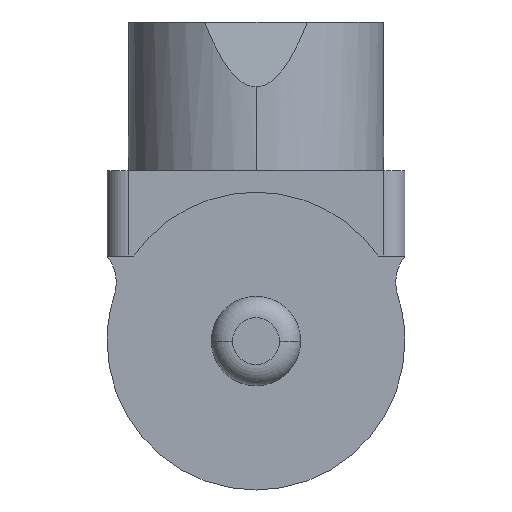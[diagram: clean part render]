
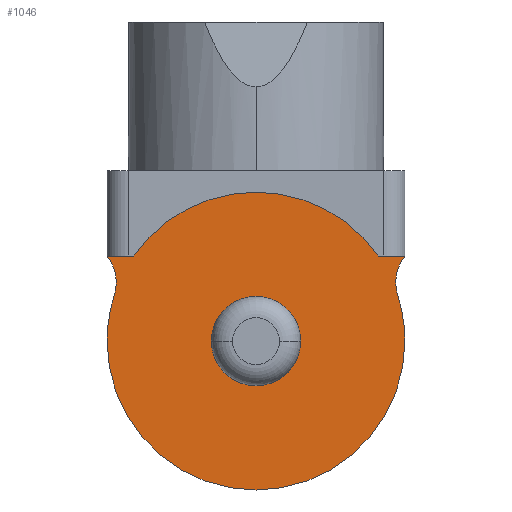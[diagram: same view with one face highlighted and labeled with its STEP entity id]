
A CAD part, left-side view. The second image highlights one B-rep face of the part: STEP entity #1046.
In plain terms, the highlighted planar face has unit normal (-1, 0, 0).
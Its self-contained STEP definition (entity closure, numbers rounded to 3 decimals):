
#388=CARTESIAN_POINT('Vertex',(-2.,-7.,-29.)) ;
#428=CARTESIAN_POINT('Vertex',(-2.,-5.745,-29.)) ;
#431=CARTESIAN_POINT('Line Origine',(-2.,-6.372,-29.)) ;
#491=CARTESIAN_POINT('Vertex',(-2.,7.,-29.)) ;
#508=CARTESIAN_POINT('Line Origine',(-2.,6.372,-29.)) ;
#512=CARTESIAN_POINT('Vertex',(-2.,5.745,-29.)) ;
#931=CARTESIAN_POINT('Vertex',(-2.,-2.,-33.)) ;
#945=CARTESIAN_POINT('Vertex',(-2.,2.,-33.)) ;
#948=CARTESIAN_POINT('Axis2P3D Location',(-2.,0.,-33.)) ;
#965=CARTESIAN_POINT('Axis2P3D Location',(-2.,0.,-33.)) ;
#982=CARTESIAN_POINT('Axis2P3D Location',(-2.,0.,-33.)) ;
#994=CARTESIAN_POINT('Axis2P3D Location',(-2.,0.,0.)) ;
#999=CARTESIAN_POINT('Axis2P3D Location',(-2.,0.,-33.)) ;
#1003=CARTESIAN_POINT('Vertex',(-2.,7.,-33.)) ;
#1005=CARTESIAN_POINT('Vertex',(-2.,6.663,-30.855)) ;
#1008=CARTESIAN_POINT('Axis2P3D Location',(-2.,0.,-33.)) ;
#1012=CARTESIAN_POINT('Vertex',(-2.,-7.,-33.)) ;
#1015=CARTESIAN_POINT('Axis2P3D Location',(-2.,0.,-33.)) ;
#1019=CARTESIAN_POINT('Vertex',(-2.,-6.663,-30.855)) ;
#1022=CARTESIAN_POINT('Axis2P3D Location',(-2.,-8.567,-30.243)) ;
#1027=CARTESIAN_POINT('Axis2P3D Location',(-2.,8.567,-30.243)) ;
#432=DIRECTION('Vector Direction',(0.,1.,0.)) ;
#509=DIRECTION('Vector Direction',(0.,1.,0.)) ;
#949=DIRECTION('Axis2P3D Direction',(1.,0.,0.)) ;
#966=DIRECTION('Axis2P3D Direction',(1.,0.,0.)) ;
#983=DIRECTION('Axis2P3D Direction',(1.,0.,0.)) ;
#995=DIRECTION('Axis2P3D Direction',(1.,0.,0.)) ;
#996=DIRECTION('Axis2P3D XDirection',(0.,1.,0.)) ;
#1000=DIRECTION('Axis2P3D Direction',(1.,0.,0.)) ;
#1009=DIRECTION('Axis2P3D Direction',(1.,0.,0.)) ;
#1016=DIRECTION('Axis2P3D Direction',(1.,0.,0.)) ;
#1023=DIRECTION('Axis2P3D Direction',(1.,0.,0.)) ;
#1028=DIRECTION('Axis2P3D Direction',(1.,0.,0.)) ;
#950=AXIS2_PLACEMENT_3D('Circle Axis2P3D',#948,#949,$) ;
#967=AXIS2_PLACEMENT_3D('Circle Axis2P3D',#965,#966,$) ;
#984=AXIS2_PLACEMENT_3D('Circle Axis2P3D',#982,#983,$) ;
#997=AXIS2_PLACEMENT_3D('Plane Axis2P3D',#994,#995,#996) ;
#1001=AXIS2_PLACEMENT_3D('Circle Axis2P3D',#999,#1000,$) ;
#1010=AXIS2_PLACEMENT_3D('Circle Axis2P3D',#1008,#1009,$) ;
#1017=AXIS2_PLACEMENT_3D('Circle Axis2P3D',#1015,#1016,$) ;
#1024=AXIS2_PLACEMENT_3D('Circle Axis2P3D',#1022,#1023,$) ;
#1029=AXIS2_PLACEMENT_3D('Circle Axis2P3D',#1027,#1028,$) ;
#1033=ORIENTED_EDGE('',*,*,#1007,.F.) ;
#1034=ORIENTED_EDGE('',*,*,#1014,.F.) ;
#1035=ORIENTED_EDGE('',*,*,#1021,.F.) ;
#1036=ORIENTED_EDGE('',*,*,#1026,.T.) ;
#1037=ORIENTED_EDGE('',*,*,#435,.F.) ;
#1038=ORIENTED_EDGE('',*,*,#986,.F.) ;
#1039=ORIENTED_EDGE('',*,*,#514,.F.) ;
#1040=ORIENTED_EDGE('',*,*,#1031,.T.) ;
#1043=ORIENTED_EDGE('',*,*,#952,.T.) ;
#1044=ORIENTED_EDGE('',*,*,#969,.T.) ;
#1045=FACE_BOUND('',#1042,.T.) ;
#433=VECTOR('Line Direction',#432,1.) ;
#510=VECTOR('Line Direction',#509,1.) ;
#1046=ADVANCED_FACE('PartBody',(#1041,#1045),#998,.F.) ;
#951=CIRCLE('generated circle',#950,2.) ;
#968=CIRCLE('generated circle',#967,2.) ;
#985=CIRCLE('generated circle',#984,7.) ;
#1002=CIRCLE('generated circle',#1001,7.) ;
#1011=CIRCLE('generated circle',#1010,7.) ;
#1018=CIRCLE('generated circle',#1017,7.) ;
#1025=CIRCLE('generated circle',#1024,2.) ;
#1030=CIRCLE('generated circle',#1029,2.) ;
#435=EDGE_CURVE('',#429,#389,#434,.F.) ;
#514=EDGE_CURVE('',#492,#513,#511,.F.) ;
#952=EDGE_CURVE('',#932,#946,#951,.T.) ;
#969=EDGE_CURVE('',#946,#932,#968,.T.) ;
#986=EDGE_CURVE('',#513,#429,#985,.T.) ;
#1007=EDGE_CURVE('',#1004,#1006,#1002,.T.) ;
#1014=EDGE_CURVE('',#1013,#1004,#1011,.T.) ;
#1021=EDGE_CURVE('',#1020,#1013,#1018,.T.) ;
#1026=EDGE_CURVE('',#1020,#389,#1025,.T.) ;
#1031=EDGE_CURVE('',#492,#1006,#1030,.T.) ;
#1032=EDGE_LOOP('',(#1033,#1034,#1035,#1036,#1037,#1038,#1039,#1040)) ;
#1042=EDGE_LOOP('',(#1043,#1044)) ;
#1041=FACE_OUTER_BOUND('',#1032,.T.) ;
#434=LINE('Line',#431,#433) ;
#511=LINE('Line',#508,#510) ;
#998=PLANE('Plane',#997) ;
#389=VERTEX_POINT('',#388) ;
#429=VERTEX_POINT('',#428) ;
#492=VERTEX_POINT('',#491) ;
#513=VERTEX_POINT('',#512) ;
#932=VERTEX_POINT('',#931) ;
#946=VERTEX_POINT('',#945) ;
#1004=VERTEX_POINT('',#1003) ;
#1006=VERTEX_POINT('',#1005) ;
#1013=VERTEX_POINT('',#1012) ;
#1020=VERTEX_POINT('',#1019) ;
